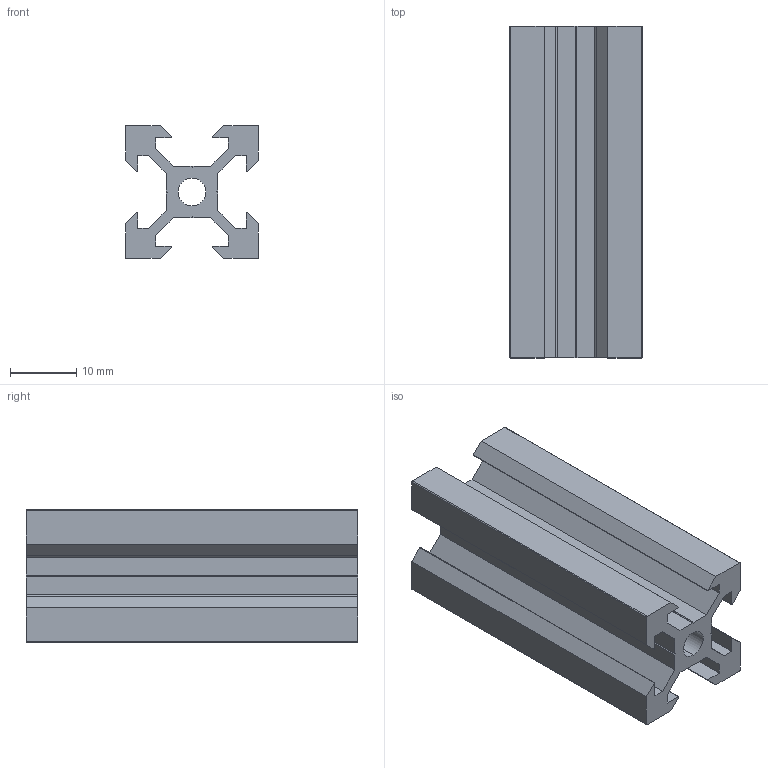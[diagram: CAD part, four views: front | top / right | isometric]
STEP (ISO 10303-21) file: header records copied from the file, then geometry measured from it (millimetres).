
FILE_DESCRIPTION (( 'STEP AP214' ), '1' );
FILE_NAME ('2020 V slot profile.STEP', '2022-05-02T16:15:34', ( '' ), ( '' ), 'SwSTEP 2.0', 'SolidWorks 2022', '' );
FILE_SCHEMA (( 'AUTOMOTIVE_DESIGN' ));
Length unit declared in the file: millimetre
Products named in the file (1): 2020 V slot profile
Bounding box: 20 x 50 x 20 mm (x, y, z)
Volume: 8447.8 mm3; surface area: 8348.7 mm2
Topology: 1 solids, 1 shells, 72 faces, 210 edges, 140 vertices
Faces by surface type: plane 66, cylinder 6
Entity records: 2384 total; most frequent: CARTESIAN_POINT 423, ORIENTED_EDGE 420, DIRECTION 368, EDGE_CURVE 210, LINE 198, VECTOR 198, VERTEX_POINT 140, AXIS2_PLACEMENT_3D 85
